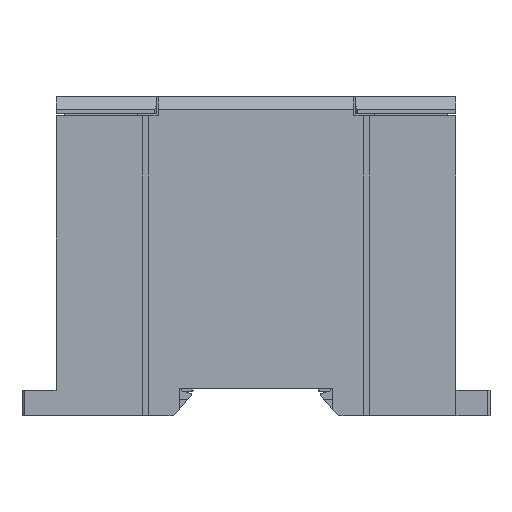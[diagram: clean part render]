
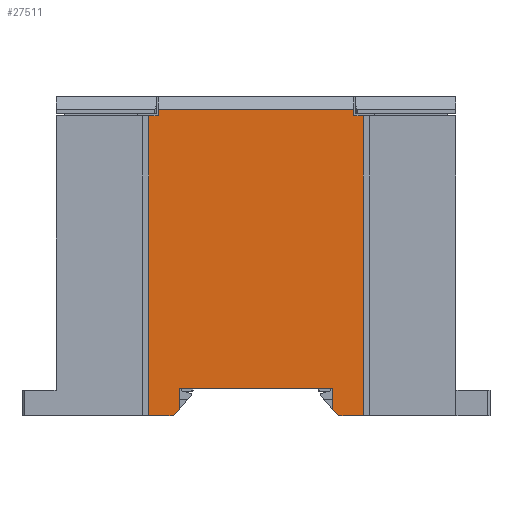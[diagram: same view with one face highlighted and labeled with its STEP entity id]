
A CAD part, left-side view. The second image highlights one B-rep face of the part: STEP entity #27511.
In plain terms, the highlighted planar face has unit normal (-1, 0, 0).
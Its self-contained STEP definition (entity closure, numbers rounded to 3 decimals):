
#1106 = LINE ( 'NONE', #82325, #91694 ) ;
#1810 = CARTESIAN_POINT ( 'NONE',  ( 0., 94., -79.633 ) ) ;
#2275 = DIRECTION ( 'NONE',  ( 0., -1., 0. ) ) ;
#2445 = EDGE_CURVE ( 'NONE', #14846, #26314, #92633, .T. ) ;
#3188 = LINE ( 'NONE', #92610, #36758 ) ;
#4174 = ORIENTED_EDGE ( 'NONE', *, *, #62558, .F. ) ;
#6222 = VERTEX_POINT ( 'NONE', #15804 ) ;
#6235 = DIRECTION ( 'NONE',  ( 0., 1., 0. ) ) ;
#7307 = CARTESIAN_POINT ( 'NONE',  ( 0., 70., -7.633 ) ) ;
#7439 = VERTEX_POINT ( 'NONE', #25016 ) ;
#9263 = EDGE_CURVE ( 'NONE', #60248, #75100, #10552, .T. ) ;
#10552 = LINE ( 'NONE', #85479, #30636 ) ;
#12938 = ORIENTED_EDGE ( 'NONE', *, *, #29191, .F. ) ;
#13826 = VERTEX_POINT ( 'NONE', #37625 ) ;
#14846 = VERTEX_POINT ( 'NONE', #35594 ) ;
#15304 = CARTESIAN_POINT ( 'NONE',  ( 0., 70., -7.633 ) ) ;
#15804 = CARTESIAN_POINT ( 'NONE',  ( 0., 21.8, -79.633 ) ) ;
#16773 = ORIENTED_EDGE ( 'NONE', *, *, #65155, .F. ) ;
#17624 = CARTESIAN_POINT ( 'NONE',  ( 0., 0., 0. ) ) ;
#18149 = VERTEX_POINT ( 'NONE', #81843 ) ;
#19106 = DIRECTION ( 'NONE',  ( 0., 0., -1. ) ) ;
#20077 = CARTESIAN_POINT ( 'NONE',  ( 0., 29., -73.283 ) ) ;
#20748 = DIRECTION ( 'NONE',  ( 0., -1., 0. ) ) ;
#21863 = ORIENTED_EDGE ( 'NONE', *, *, #2445, .F. ) ;
#21989 = CARTESIAN_POINT ( 'NONE',  ( 0., 27.5, -79.633 ) ) ;
#22069 = ORIENTED_EDGE ( 'NONE', *, *, #45701, .F. ) ;
#22342 = VECTOR ( 'NONE', #20748, 1000. ) ;
#22562 = VECTOR ( 'NONE', #36568, 1000. ) ;
#22934 = EDGE_CURVE ( 'NONE', #6222, #62745, #53475, .T. ) ;
#25016 = CARTESIAN_POINT ( 'NONE',  ( 0., 29., -78.133 ) ) ;
#25443 = DIRECTION ( 'NONE',  ( -1., 0., 0. ) ) ;
#26276 = DIRECTION ( 'NONE',  ( 0., 0.707, -0.707 ) ) ;
#26314 = VERTEX_POINT ( 'NONE', #44561 ) ;
#26404 = ORIENTED_EDGE ( 'NONE', *, *, #68586, .F. ) ;
#26950 = CARTESIAN_POINT ( 'NONE',  ( 0., 24., -7.633 ) ) ;
#27511 = ADVANCED_FACE ( 'NONE', ( #88972 ), #74475, .T. ) ;
#27842 = CARTESIAN_POINT ( 'NONE',  ( 0., 72.2, -9.133 ) ) ;
#27902 = LINE ( 'NONE', #36051, #22342 ) ;
#28954 = VECTOR ( 'NONE', #33483, 1000. ) ;
#29080 = EDGE_CURVE ( 'NONE', #45398, #7439, #1106, .T. ) ;
#29191 = EDGE_CURVE ( 'NONE', #81943, #60248, #27902, .T. ) ;
#30636 = VECTOR ( 'NONE', #63670, 1000. ) ;
#31562 = EDGE_LOOP ( 'NONE', ( #60892, #60913, #40081, #12938, #26404, #73546, #21863, #22069, #80260, #4174, #40930, #16773, #80667, #36513 ) ) ;
#31688 = DIRECTION ( 'NONE',  ( 0., 0., 1. ) ) ;
#33483 = DIRECTION ( 'NONE',  ( 0., 0., 1. ) ) ;
#34504 = VECTOR ( 'NONE', #88730, 1000. ) ;
#35594 = CARTESIAN_POINT ( 'NONE',  ( 0., 65., -78.133 ) ) ;
#36051 = CARTESIAN_POINT ( 'NONE',  ( 0., 94., -9.133 ) ) ;
#36513 = ORIENTED_EDGE ( 'NONE', *, *, #48400, .F. ) ;
#36568 = DIRECTION ( 'NONE',  ( 0., 1., 0. ) ) ;
#36758 = VECTOR ( 'NONE', #79463, 1000. ) ;
#37625 = CARTESIAN_POINT ( 'NONE',  ( 0., 65., -73.283 ) ) ;
#40081 = ORIENTED_EDGE ( 'NONE', *, *, #9263, .F. ) ;
#40285 = CARTESIAN_POINT ( 'NONE',  ( 0., 66.5, -79.633 ) ) ;
#40524 = AXIS2_PLACEMENT_3D ( 'NONE', #17624, #25443, #31688 ) ;
#40930 = ORIENTED_EDGE ( 'NONE', *, *, #29080, .F. ) ;
#44561 = CARTESIAN_POINT ( 'NONE',  ( 0., 66.5, -79.633 ) ) ;
#44707 = VECTOR ( 'NONE', #6235, 1000. ) ;
#44833 = LINE ( 'NONE', #1810, #22562 ) ;
#45398 = VERTEX_POINT ( 'NONE', #21989 ) ;
#45701 = EDGE_CURVE ( 'NONE', #13826, #14846, #71975, .T. ) ;
#46643 = EDGE_CURVE ( 'NONE', #18149, #51189, #69467, .T. ) ;
#47300 = DIRECTION ( 'NONE',  ( 0., 0.707, 0.707 ) ) ;
#48081 = CARTESIAN_POINT ( 'NONE',  ( 0., 29., -73.283 ) ) ;
#48400 = EDGE_CURVE ( 'NONE', #18149, #62745, #65514, .T. ) ;
#48627 = CARTESIAN_POINT ( 'NONE',  ( 0., 65., -73.283 ) ) ;
#49980 = LINE ( 'NONE', #15304, #54440 ) ;
#50125 = VECTOR ( 'NONE', #26276, 1000. ) ;
#51189 = VERTEX_POINT ( 'NONE', #26950 ) ;
#52264 = EDGE_CURVE ( 'NONE', #26314, #75070, #44833, .T. ) ;
#53475 = LINE ( 'NONE', #59649, #34504 ) ;
#54227 = EDGE_CURVE ( 'NONE', #51189, #75100, #49980, .T. ) ;
#54367 = CARTESIAN_POINT ( 'NONE',  ( 0., 65., -78.133 ) ) ;
#54440 = VECTOR ( 'NONE', #67730, 1000. ) ;
#55147 = VECTOR ( 'NONE', #19106, 1000. ) ;
#57272 = CARTESIAN_POINT ( 'NONE',  ( 0., 72.2, -79.633 ) ) ;
#59649 = CARTESIAN_POINT ( 'NONE',  ( 0., 21.8, -79.633 ) ) ;
#60113 = CARTESIAN_POINT ( 'NONE',  ( 0., 21.8, -9.133 ) ) ;
#60248 = VERTEX_POINT ( 'NONE', #83208 ) ;
#60892 = ORIENTED_EDGE ( 'NONE', *, *, #46643, .T. ) ;
#60913 = ORIENTED_EDGE ( 'NONE', *, *, #54227, .T. ) ;
#62558 = EDGE_CURVE ( 'NONE', #7439, #62915, #89288, .T. ) ;
#62576 = LINE ( 'NONE', #48627, #64830 ) ;
#62745 = VERTEX_POINT ( 'NONE', #60113 ) ;
#62915 = VERTEX_POINT ( 'NONE', #20077 ) ;
#63345 = DIRECTION ( 'NONE',  ( 0., 1., 0. ) ) ;
#63670 = DIRECTION ( 'NONE',  ( 0., 0., 1. ) ) ;
#64830 = VECTOR ( 'NONE', #63345, 1000. ) ;
#65155 = EDGE_CURVE ( 'NONE', #6222, #45398, #82754, .T. ) ;
#65514 = LINE ( 'NONE', #80708, #69988 ) ;
#67730 = DIRECTION ( 'NONE',  ( 0., 1., 0. ) ) ;
#68586 = EDGE_CURVE ( 'NONE', #75070, #81943, #3188, .T. ) ;
#69467 = LINE ( 'NONE', #89897, #72872 ) ;
#69988 = VECTOR ( 'NONE', #2275, 1000. ) ;
#71975 = LINE ( 'NONE', #54367, #55147 ) ;
#72872 = VECTOR ( 'NONE', #75787, 1000. ) ;
#73546 = ORIENTED_EDGE ( 'NONE', *, *, #52264, .F. ) ;
#74475 = PLANE ( 'NONE',  #40524 ) ;
#75070 = VERTEX_POINT ( 'NONE', #57272 ) ;
#75100 = VERTEX_POINT ( 'NONE', #7307 ) ;
#75787 = DIRECTION ( 'NONE',  ( 0., 0., 1. ) ) ;
#78117 = CARTESIAN_POINT ( 'NONE',  ( 0., 27.5, -79.633 ) ) ;
#79463 = DIRECTION ( 'NONE',  ( 0., 0., 1. ) ) ;
#80260 = ORIENTED_EDGE ( 'NONE', *, *, #89828, .F. ) ;
#80667 = ORIENTED_EDGE ( 'NONE', *, *, #22934, .T. ) ;
#80708 = CARTESIAN_POINT ( 'NONE',  ( 0., 0., -9.133 ) ) ;
#81843 = CARTESIAN_POINT ( 'NONE',  ( 0., 24., -9.133 ) ) ;
#81943 = VERTEX_POINT ( 'NONE', #27842 ) ;
#82325 = CARTESIAN_POINT ( 'NONE',  ( 0., 29., -78.133 ) ) ;
#82754 = LINE ( 'NONE', #78117, #44707 ) ;
#83208 = CARTESIAN_POINT ( 'NONE',  ( 0., 70., -9.133 ) ) ;
#85479 = CARTESIAN_POINT ( 'NONE',  ( 0., 70., -16.261 ) ) ;
#88730 = DIRECTION ( 'NONE',  ( 0., 0., 1. ) ) ;
#88972 = FACE_OUTER_BOUND ( 'NONE', #31562, .T. ) ;
#89288 = LINE ( 'NONE', #48081, #28954 ) ;
#89828 = EDGE_CURVE ( 'NONE', #62915, #13826, #62576, .T. ) ;
#89897 = CARTESIAN_POINT ( 'NONE',  ( 0., 24., -16.261 ) ) ;
#91694 = VECTOR ( 'NONE', #47300, 1000. ) ;
#92610 = CARTESIAN_POINT ( 'NONE',  ( 0., 72.2, -79.633 ) ) ;
#92633 = LINE ( 'NONE', #40285, #50125 ) ;
